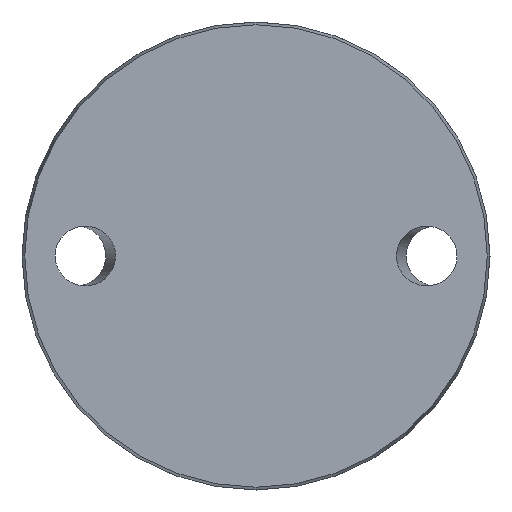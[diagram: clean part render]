
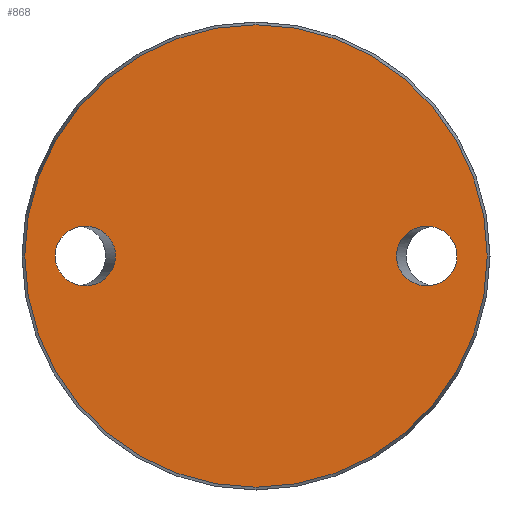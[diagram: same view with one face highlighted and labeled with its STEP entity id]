
A CAD part, front view. The second image highlights one B-rep face of the part: STEP entity #868.
In plain terms, the highlighted planar face has unit normal (0, -1, 0).
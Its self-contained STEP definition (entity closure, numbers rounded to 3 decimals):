
#4 = ORIENTED_EDGE ( 'NONE', *, *, #836, .T. ) ;
#41 = CARTESIAN_POINT ( 'NONE',  ( -42.087, 0., 0. ) ) ;
#44 = CARTESIAN_POINT ( 'NONE',  ( 42.087, 0., -12.5 ) ) ;
#62 = EDGE_LOOP ( 'NONE', ( #4 ) ) ;
#110 = CARTESIAN_POINT ( 'NONE',  ( -29.413, 0., 0. ) ) ;
#131 = CARTESIAN_POINT ( 'NONE',  ( 29.413, 0., 12.5 ) ) ;
#133 = DIRECTION ( 'NONE',  ( 0., 1., 0. ) ) ;
#154 = CARTESIAN_POINT ( 'NONE',  ( 0., 0., -48.425 ) ) ;
#170 = EDGE_CURVE ( 'NONE', #621, #621, #698, .T. ) ;
#208 = EDGE_LOOP ( 'NONE', ( #425 ) ) ;
#219 = CARTESIAN_POINT ( 'NONE',  ( 0., 0., 0. ) ) ;
#224 = FACE_BOUND ( 'NONE', #62, .T. ) ;
#344 = AXIS2_PLACEMENT_3D ( 'NONE', #598, #133, #945 ) ;
#351 = EDGE_CURVE ( 'NONE', #398, #398, #427, .T. ) ;
#353 =( BOUNDED_CURVE ( )  B_SPLINE_CURVE ( 3, ( #563, #912, #894, #110, #426, #750, #41 ),
 .UNSPECIFIED., .T., .F. ) 
 B_SPLINE_CURVE_WITH_KNOTS ( ( 4, 3, 4 ),
 ( 0., 3.142, 6.283 ),
 .UNSPECIFIED. ) 
 CURVE ( )  GEOMETRIC_REPRESENTATION_ITEM ( )  RATIONAL_B_SPLINE_CURVE ( ( 1., 0.333, 0.333, 1., 0.333, 0.333, 1. ) ) 
 REPRESENTATION_ITEM ( '' )  );
#354 = CARTESIAN_POINT ( 'NONE',  ( 42.087, 0., 0. ) ) ;
#398 = VERTEX_POINT ( 'NONE', #154 ) ;
#425 = ORIENTED_EDGE ( 'NONE', *, *, #170, .F. ) ;
#426 = CARTESIAN_POINT ( 'NONE',  ( -29.413, 0., -12.5 ) ) ;
#427 = CIRCLE ( 'NONE', #555, 48.425 ) ;
#531 = DIRECTION ( 'NONE',  ( 0., -1., 0. ) ) ;
#546 = CARTESIAN_POINT ( 'NONE',  ( 29.413, 0., 0. ) ) ;
#555 = AXIS2_PLACEMENT_3D ( 'NONE', #219, #531, #875 ) ;
#563 = CARTESIAN_POINT ( 'NONE',  ( -42.087, 0., 0. ) ) ;
#587 = CARTESIAN_POINT ( 'NONE',  ( 29.413, 0., 0. ) ) ;
#595 = CARTESIAN_POINT ( 'NONE',  ( 29.413, 0., 0. ) ) ;
#598 = CARTESIAN_POINT ( 'NONE',  ( -48.425, 0., 0. ) ) ;
#600 = CARTESIAN_POINT ( 'NONE',  ( 42.087, 0., 12.5 ) ) ;
#621 = VERTEX_POINT ( 'NONE', #546 ) ;
#632 = VERTEX_POINT ( 'NONE', #962 ) ;
#675 = ORIENTED_EDGE ( 'NONE', *, *, #351, .T. ) ;
#685 = PLANE ( 'NONE',  #344 ) ;
#698 =( BOUNDED_CURVE ( )  B_SPLINE_CURVE ( 3, ( #587, #745, #44, #354, #600, #131, #595 ),
 .UNSPECIFIED., .T., .F. ) 
 B_SPLINE_CURVE_WITH_KNOTS ( ( 4, 3, 4 ),
 ( 0., 3.142, 6.283 ),
 .UNSPECIFIED. ) 
 CURVE ( )  GEOMETRIC_REPRESENTATION_ITEM ( )  RATIONAL_B_SPLINE_CURVE ( ( 1., 0.333, 0.333, 1., 0.333, 0.333, 1. ) ) 
 REPRESENTATION_ITEM ( '' )  );
#745 = CARTESIAN_POINT ( 'NONE',  ( 29.413, 0., -12.5 ) ) ;
#750 = CARTESIAN_POINT ( 'NONE',  ( -42.087, 0., -12.5 ) ) ;
#762 = FACE_OUTER_BOUND ( 'NONE', #898, .T. ) ;
#836 = EDGE_CURVE ( 'NONE', #632, #632, #353, .T. ) ;
#868 = ADVANCED_FACE ( 'NONE', ( #224, #996, #762 ), #685, .F. ) ;
#875 = DIRECTION ( 'NONE',  ( 0., 0., -1. ) ) ;
#894 = CARTESIAN_POINT ( 'NONE',  ( -29.413, 0., 12.5 ) ) ;
#898 = EDGE_LOOP ( 'NONE', ( #675 ) ) ;
#912 = CARTESIAN_POINT ( 'NONE',  ( -42.087, 0., 12.5 ) ) ;
#945 = DIRECTION ( 'NONE',  ( 0., 0., 1. ) ) ;
#962 = CARTESIAN_POINT ( 'NONE',  ( -42.087, 0., 0. ) ) ;
#996 = FACE_BOUND ( 'NONE', #208, .T. ) ;
